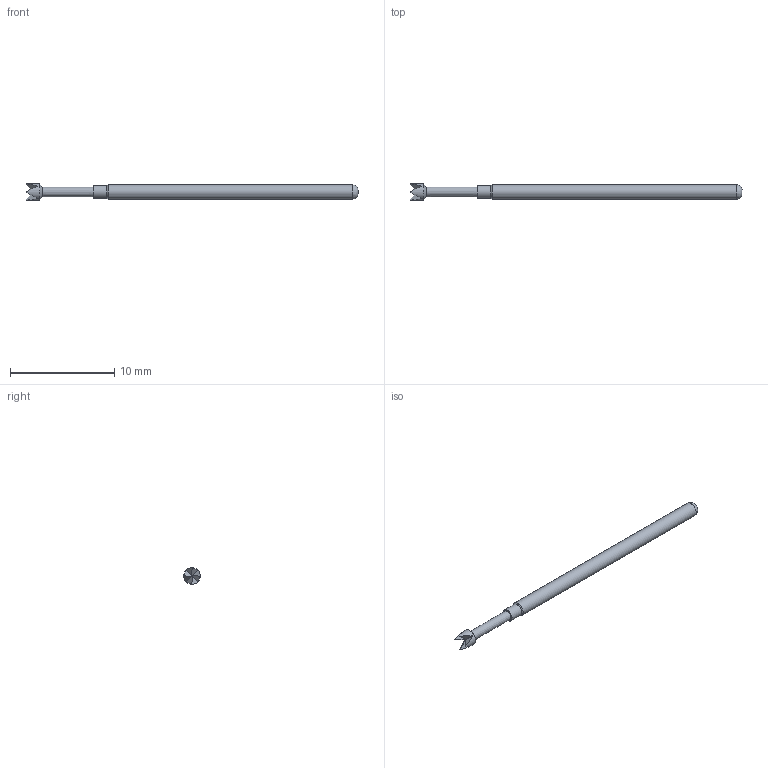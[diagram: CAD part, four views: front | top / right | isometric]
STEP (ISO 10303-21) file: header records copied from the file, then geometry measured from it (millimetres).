
FILE_DESCRIPTION (( 'STEP AP214' ), '1' );
FILE_NAME ('100-2504.STEP', '2023-07-19T14:02:45', ( '' ), ( '' ), 'SwSTEP 2.0', 'SolidWorks 2020', '' );
FILE_SCHEMA (( 'AUTOMOTIVE_DESIGN' ));
Length unit declared in the file: inch
Products named in the file (1): 100-2504
Bounding box: 31.84 x 1.56 x 1.56 mm (x, y, z)
Volume: 41.6 mm3; surface area: 133.2 mm2
Topology: 1 solids, 1 shells, 26 faces, 60 edges, 37 vertices
Faces by surface type: bspline 12, plane 6, cone 4, cylinder 3, torus 1
Full cylindrical faces by diameter (mm): 1.219 x1, 1.367 x1, 1.562 x1
Entity records: 3000 total; most frequent: CARTESIAN_POINT 2182, ORIENTED_EDGE 98, DIRECTION 56, EDGE_CURVE 49, B_SPLINE_CURVE_WITH_KNOTS 36, EDGE_LOOP 35, VERTEX_POINT 34, FACE_OUTER_BOUND 30
